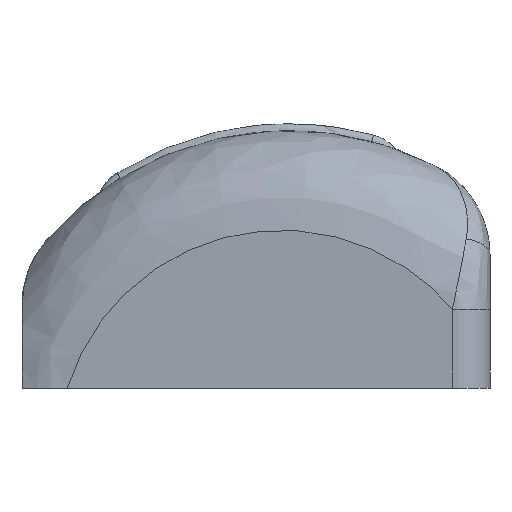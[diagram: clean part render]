
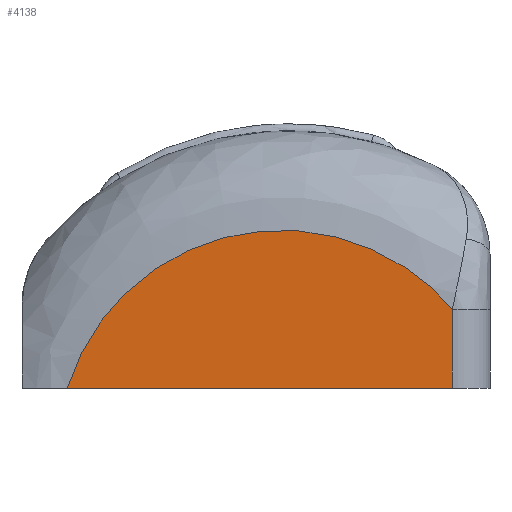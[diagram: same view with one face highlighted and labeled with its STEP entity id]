
A CAD part, left-side view. The second image highlights one B-rep face of the part: STEP entity #4138.
In plain terms, the highlighted planar face has unit normal (-0.997, 0.075, 0).
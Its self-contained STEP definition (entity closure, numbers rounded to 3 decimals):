
#742 = PLANE('',#743);
#743 = AXIS2_PLACEMENT_3D('',#744,#745,#746);
#744 = CARTESIAN_POINT('',(0.,-0.938,0.));
#745 = DIRECTION('',(0.,0.,1.));
#746 = DIRECTION('',(1.,0.,0.));
#965 = B_SPLINE_SURFACE_WITH_KNOTS('',3,3,(
    (#966,#967,#968,#969,#970,#971,#972)
    ,(#973,#974,#975,#976,#977,#978,#979)
    ,(#980,#981,#982,#983,#984,#985,#986)
    ,(#987,#988,#989,#990,#991,#992,#993)
    ,(#994,#995,#996,#997,#998,#999,#1000)
    ,(#1001,#1002,#1003,#1004,#1005,#1006,#1007
  )),.UNSPECIFIED.,.F.,.F.,.F.,(4,1,1,4),(4,1,1,1,4),(0.,0.286,
    0.571,1.),(-2.438,-1.813,-1.5,
    -0.875,-0.249),.UNSPECIFIED.);
#966 = CARTESIAN_POINT('',(-4.391,-12.885,
    6.114));
#967 = CARTESIAN_POINT('',(-4.294,-11.02,
    8.313));
#968 = CARTESIAN_POINT('',(-4.094,-7.164,
    10.693));
#969 = CARTESIAN_POINT('',(-3.716,0.114,
    11.323));
#970 = CARTESIAN_POINT('',(-3.351,7.13,8.502)
  );
#971 = CARTESIAN_POINT('',(-3.184,10.355,
    3.374));
#972 = CARTESIAN_POINT('',(-3.147,11.065,
    0.579));
#973 = CARTESIAN_POINT('',(-5.049,-12.864,6.138
    ));
#974 = CARTESIAN_POINT('',(-4.948,-10.99,
    8.339));
#975 = CARTESIAN_POINT('',(-4.738,-7.118,
    10.711));
#976 = CARTESIAN_POINT('',(-4.344,0.163,
    11.314));
#977 = CARTESIAN_POINT('',(-3.965,7.158,8.473
    ));
#978 = CARTESIAN_POINT('',(-3.791,10.362,
    3.354));
#979 = CARTESIAN_POINT('',(-3.753,11.068,
    0.568));
#980 = CARTESIAN_POINT('',(-6.363,-12.585,
    5.985));
#981 = CARTESIAN_POINT('',(-6.252,-10.735,
    8.142));
#982 = CARTESIAN_POINT('',(-6.025,-6.923,
    10.451));
#983 = CARTESIAN_POINT('',(-5.599,0.209,
    11.004));
#984 = CARTESIAN_POINT('',(-5.191,7.026,8.194
    ));
#985 = CARTESIAN_POINT('',(-5.005,10.133,
    3.197));
#986 = CARTESIAN_POINT('',(-4.964,10.818,
    0.481));
#987 = CARTESIAN_POINT('',(-8.181,-11.367,
    5.068));
#988 = CARTESIAN_POINT('',(-8.064,-9.709,
    6.999));
#989 = CARTESIAN_POINT('',(-7.824,-6.292,
    9.062));
#990 = CARTESIAN_POINT('',(-7.374,0.091,
    9.548));
#991 = CARTESIAN_POINT('',(-6.945,6.182,7.026
    ));
#992 = CARTESIAN_POINT('',(-6.749,8.955,2.558
    ));
#993 = CARTESIAN_POINT('',(-6.706,9.566,0.13)
  );
#994 = CARTESIAN_POINT('',(-8.685,-10.076,
    4.006));
#995 = CARTESIAN_POINT('',(-8.578,-8.647,
    5.683));
#996 = CARTESIAN_POINT('',(-8.357,-5.696,
    7.487));
#997 = CARTESIAN_POINT('',(-7.941,-0.151,
    7.941));
#998 = CARTESIAN_POINT('',(-7.542,5.171,5.773
    ));
#999 = CARTESIAN_POINT('',(-7.359,7.607,1.877
    ));
#1000 = CARTESIAN_POINT('',(-7.319,8.143,
    -0.244));
#1001 = CARTESIAN_POINT('',(-8.629,-9.325,
    3.366));
#1002 = CARTESIAN_POINT('',(-8.532,-8.034,
    4.889));
#1003 = CARTESIAN_POINT('',(-8.332,-5.363,
    6.538));
#1004 = CARTESIAN_POINT('',(-7.954,-0.321,
    6.974));
#1005 = CARTESIAN_POINT('',(-7.589,4.538,
    5.02));
#1006 = CARTESIAN_POINT('',(-7.422,6.772,
    1.467));
#1007 = CARTESIAN_POINT('',(-7.385,7.264,
    -0.468));
#2698 = CYLINDRICAL_SURFACE('',#2699,1.5);
#2699 = AXIS2_PLACEMENT_3D('',#2700,#2701,#2702);
#2700 = CARTESIAN_POINT('',(-7.133,-9.438,0.));
#2701 = DIRECTION('',(0.,0.,1.));
#2702 = DIRECTION('',(-0.733,-0.68,0.));
#3002 = VERTEX_POINT('',#3003);
#3003 = CARTESIAN_POINT('',(-8.629,-9.325,0.));
#3025 = EDGE_CURVE('',#3002,#3026,#3028,.T.);
#3026 = VERTEX_POINT('',#3027);
#3027 = CARTESIAN_POINT('',(-7.395,7.133,
    0.));
#3028 = SURFACE_CURVE('',#3029,(#3033,#3040),.PCURVE_S1.);
#3029 = LINE('',#3030,#3031);
#3030 = CARTESIAN_POINT('',(-8.75,-10.938,0.));
#3031 = VECTOR('',#3032,1.);
#3032 = DIRECTION('',(0.075,0.997,0.));
#3033 = PCURVE('',#742,#3034);
#3034 = DEFINITIONAL_REPRESENTATION('',(#3035),#3039);
#3035 = LINE('',#3036,#3037);
#3036 = CARTESIAN_POINT('',(-8.75,-10.));
#3037 = VECTOR('',#3038,1.);
#3038 = DIRECTION('',(0.075,0.997));
#3039 = ( GEOMETRIC_REPRESENTATION_CONTEXT(2) 
PARAMETRIC_REPRESENTATION_CONTEXT() REPRESENTATION_CONTEXT('2D SPACE',''
  ) );
#3040 = PCURVE('',#3041,#3046);
#3041 = PLANE('',#3042);
#3042 = AXIS2_PLACEMENT_3D('',#3043,#3044,#3045);
#3043 = CARTESIAN_POINT('',(-7.25,9.063,0.));
#3044 = DIRECTION('',(-0.997,0.075,0.));
#3045 = DIRECTION('',(-0.075,-0.997,0.));
#3046 = DEFINITIONAL_REPRESENTATION('',(#3047),#3051);
#3047 = LINE('',#3048,#3049);
#3048 = CARTESIAN_POINT('',(20.056,0.));
#3049 = VECTOR('',#3050,1.);
#3050 = DIRECTION('',(-1.,0.));
#3051 = ( GEOMETRIC_REPRESENTATION_CONTEXT(2) 
PARAMETRIC_REPRESENTATION_CONTEXT() REPRESENTATION_CONTEXT('2D SPACE',''
  ) );
#3392 = VERTEX_POINT('',#3393);
#3393 = CARTESIAN_POINT('',(-8.629,-9.325,
    3.366));
#3437 = EDGE_CURVE('',#3026,#3392,#3438,.T.);
#3438 = SURFACE_CURVE('',#3439,(#3444,#3450),.PCURVE_S1.);
#3439 = ELLIPSE('',#3440,9.606,9.579);
#3440 = AXIS2_PLACEMENT_3D('',#3441,#3442,#3443);
#3441 = CARTESIAN_POINT('',(-8.081,-2.019,
    -2.829));
#3442 = DIRECTION('',(0.997,-0.075,0.));
#3443 = DIRECTION('',(0.075,0.997,
    0.));
#3444 = PCURVE('',#965,#3445);
#3445 = DEFINITIONAL_REPRESENTATION('',(#3446),#3449);
#3446 = B_SPLINE_CURVE_WITH_KNOTS('',1,(#3447,#3448),.UNSPECIFIED.,.F.,
  .F.,(2,2),(0.3,2.438),.PIECEWISE_BEZIER_KNOTS.);
#3447 = CARTESIAN_POINT('',(1.,-0.3));
#3448 = CARTESIAN_POINT('',(1.,-2.438));
#3449 = ( GEOMETRIC_REPRESENTATION_CONTEXT(2) 
PARAMETRIC_REPRESENTATION_CONTEXT() REPRESENTATION_CONTEXT('2D SPACE',''
  ) );
#3450 = PCURVE('',#3041,#3451);
#3451 = DEFINITIONAL_REPRESENTATION('',(#3452),#3460);
#3452 = ( BOUNDED_CURVE() B_SPLINE_CURVE(2,(#3453,#3454,#3455,#3456,
#3457,#3458,#3459),.UNSPECIFIED.,.T.,.F.) B_SPLINE_CURVE_WITH_KNOTS((1,2
    ,2,2,2,1),(-2.094,0.,2.094,4.189,
6.283,8.378),.UNSPECIFIED.) CURVE() 
GEOMETRIC_REPRESENTATION_ITEM() RATIONAL_B_SPLINE_CURVE((1.,0.5,1.,0.5,
1.,0.5,1.)) REPRESENTATION_ITEM('') );
#3453 = CARTESIAN_POINT('',(1.507,-2.829));
#3454 = CARTESIAN_POINT('',(1.507,13.762));
#3455 = CARTESIAN_POINT('',(15.915,5.467));
#3456 = CARTESIAN_POINT('',(30.324,-2.829));
#3457 = CARTESIAN_POINT('',(15.915,-11.124));
#3458 = CARTESIAN_POINT('',(1.507,-19.419));
#3459 = CARTESIAN_POINT('',(1.507,-2.829));
#3460 = ( GEOMETRIC_REPRESENTATION_CONTEXT(2) 
PARAMETRIC_REPRESENTATION_CONTEXT() REPRESENTATION_CONTEXT('2D SPACE',''
  ) );
#4118 = EDGE_CURVE('',#3392,#3002,#4119,.T.);
#4119 = SURFACE_CURVE('',#4120,(#4124,#4131),.PCURVE_S1.);
#4120 = LINE('',#4121,#4122);
#4121 = CARTESIAN_POINT('',(-8.629,-9.325,0.));
#4122 = VECTOR('',#4123,1.);
#4123 = DIRECTION('',(0.,0.,-1.));
#4124 = PCURVE('',#2698,#4125);
#4125 = DEFINITIONAL_REPRESENTATION('',(#4126),#4130);
#4126 = LINE('',#4127,#4128);
#4127 = CARTESIAN_POINT('',(5.46,0.));
#4128 = VECTOR('',#4129,1.);
#4129 = DIRECTION('',(0.,-1.));
#4130 = ( GEOMETRIC_REPRESENTATION_CONTEXT(2) 
PARAMETRIC_REPRESENTATION_CONTEXT() REPRESENTATION_CONTEXT('2D SPACE',''
  ) );
#4131 = PCURVE('',#3041,#4132);
#4132 = DEFINITIONAL_REPRESENTATION('',(#4133),#4137);
#4133 = LINE('',#4134,#4135);
#4134 = CARTESIAN_POINT('',(18.439,0.));
#4135 = VECTOR('',#4136,1.);
#4136 = DIRECTION('',(-0.,-1.));
#4137 = ( GEOMETRIC_REPRESENTATION_CONTEXT(2) 
PARAMETRIC_REPRESENTATION_CONTEXT() REPRESENTATION_CONTEXT('2D SPACE',''
  ) );
#4138 = ADVANCED_FACE('',(#4139),#3041,.T.);
#4139 = FACE_BOUND('',#4140,.T.);
#4140 = EDGE_LOOP('',(#4141,#4142,#4143));
#4141 = ORIENTED_EDGE('',*,*,#4118,.F.);
#4142 = ORIENTED_EDGE('',*,*,#3437,.F.);
#4143 = ORIENTED_EDGE('',*,*,#3025,.F.);
